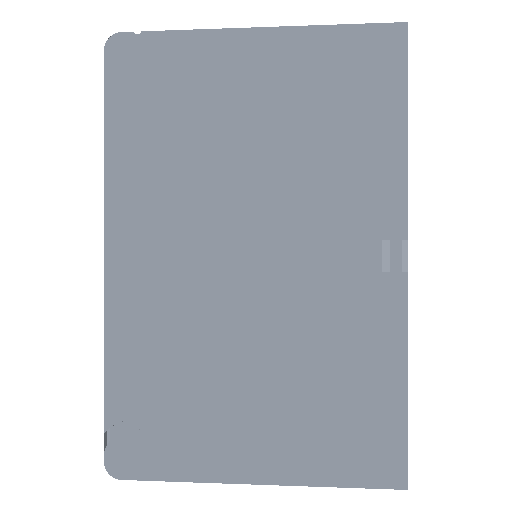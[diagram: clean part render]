
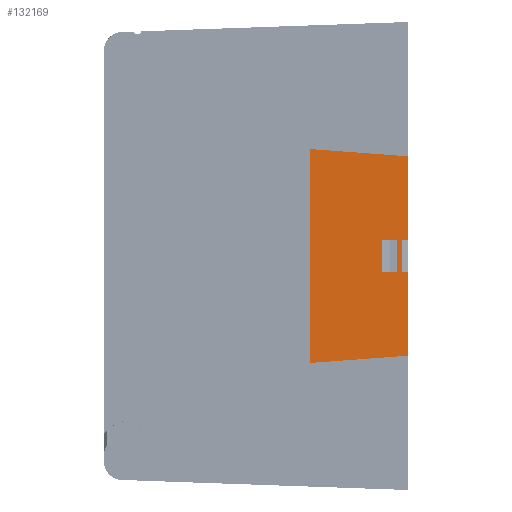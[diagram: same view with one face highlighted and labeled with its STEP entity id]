
A CAD part, left-side view. The second image highlights one B-rep face of the part: STEP entity #132169.
In plain terms, the highlighted planar face has unit normal (1, 0, 0).
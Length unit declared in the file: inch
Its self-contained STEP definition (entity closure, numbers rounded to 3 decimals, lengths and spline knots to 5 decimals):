
#4971 = VERTEX_POINT ( 'NONE', #40077 ) ;
#8536 = DIRECTION ( 'NONE',  ( 0., 0.997, 0.074 ) ) ;
#10063 = ORIENTED_EDGE ( 'NONE', *, *, #12886, .F. ) ;
#10464 = LINE ( 'NONE', #139004, #172390 ) ;
#10785 = FACE_OUTER_BOUND ( 'NONE', #56882, .T. ) ;
#10816 = EDGE_CURVE ( 'NONE', #99691, #4971, #151405, .T. ) ;
#12450 = ORIENTED_EDGE ( 'NONE', *, *, #97497, .F. ) ;
#12531 = DIRECTION ( 'NONE',  ( 0., -1., 0. ) ) ;
#12886 = EDGE_CURVE ( 'NONE', #152216, #99691, #45527, .T. ) ;
#15860 = ORIENTED_EDGE ( 'NONE', *, *, #129839, .F. ) ;
#17166 = EDGE_CURVE ( 'NONE', #35958, #46198, #66611, .T. ) ;
#19133 = DIRECTION ( 'NONE',  ( 0., 0., 1. ) ) ;
#22822 = VECTOR ( 'NONE', #12531, 39.37008 ) ;
#26778 = LINE ( 'NONE', #67021, #68647 ) ;
#31164 = VECTOR ( 'NONE', #194175, 39.37008 ) ;
#34548 = VERTEX_POINT ( 'NONE', #56764 ) ;
#35958 = VERTEX_POINT ( 'NONE', #135602 ) ;
#40077 = CARTESIAN_POINT ( 'NONE',  ( -4.3542, -1.605, -0.17 ) ) ;
#41593 = ORIENTED_EDGE ( 'NONE', *, *, #196956, .F. ) ;
#44979 = CARTESIAN_POINT ( 'NONE',  ( -4.3542, -0.625, 0.17 ) ) ;
#45527 = LINE ( 'NONE', #113253, #82181 ) ;
#45954 = VERTEX_POINT ( 'NONE', #199028 ) ;
#46198 = VERTEX_POINT ( 'NONE', #83160 ) ;
#48118 = LINE ( 'NONE', #203230, #131366 ) ;
#53094 = DIRECTION ( 'NONE',  ( -1., 0., 0. ) ) ;
#56764 = CARTESIAN_POINT ( 'NONE',  ( -4.3542, -1.3934, 0.17 ) ) ;
#56882 = EDGE_LOOP ( 'NONE', ( #140815, #10063, #151828, #95252, #15860, #86304, #143320, #137228 ) ) ;
#59600 = EDGE_CURVE ( 'NONE', #109116, #45954, #198319, .T. ) ;
#60625 = CARTESIAN_POINT ( 'NONE',  ( -4.3542, -1.605, -2.21333 ) ) ;
#64137 = CARTESIAN_POINT ( 'NONE',  ( -4.3542, -1.555, -0.17 ) ) ;
#66611 = LINE ( 'NONE', #187092, #186587 ) ;
#67021 = CARTESIAN_POINT ( 'NONE',  ( -4.3542, -1.3934, -2.21333 ) ) ;
#68647 = VECTOR ( 'NONE', #99163, 39.37008 ) ;
#74446 = ORIENTED_EDGE ( 'NONE', *, *, #171093, .F. ) ;
#75640 = VERTEX_POINT ( 'NONE', #64137 ) ;
#82181 = VECTOR ( 'NONE', #19133, 39.37008 ) ;
#83160 = CARTESIAN_POINT ( 'NONE',  ( -4.3542, -0.625, -1.14282 ) ) ;
#85541 = CARTESIAN_POINT ( 'NONE',  ( -4.3542, -0.625, -0.17 ) ) ;
#86304 = ORIENTED_EDGE ( 'NONE', *, *, #59600, .F. ) ;
#92080 = DIRECTION ( 'NONE',  ( 0., 0., 1. ) ) ;
#93315 = DIRECTION ( 'NONE',  ( 0., 0., -1. ) ) ;
#94394 = VERTEX_POINT ( 'NONE', #189336 ) ;
#95252 = ORIENTED_EDGE ( 'NONE', *, *, #17166, .F. ) ;
#97466 = CARTESIAN_POINT ( 'NONE',  ( -4.3542, -1.605, 0.17 ) ) ;
#97497 = EDGE_CURVE ( 'NONE', #34548, #94394, #184712, .T. ) ;
#99163 = DIRECTION ( 'NONE',  ( 0., 0., 1. ) ) ;
#99181 = VERTEX_POINT ( 'NONE', #97466 ) ;
#99660 = EDGE_CURVE ( 'NONE', #99181, #109116, #10464, .T. ) ;
#99691 = VERTEX_POINT ( 'NONE', #124631 ) ;
#101327 = CARTESIAN_POINT ( 'NONE',  ( -4.3542, -1.675, -1.065 ) ) ;
#109116 = VERTEX_POINT ( 'NONE', #110801 ) ;
#109492 = DIRECTION ( 'NONE',  ( 0., 0., -1. ) ) ;
#110801 = CARTESIAN_POINT ( 'NONE',  ( -4.3542, -1.675, 0.17 ) ) ;
#113253 = CARTESIAN_POINT ( 'NONE',  ( -4.3542, -1.675, -2.25 ) ) ;
#114869 = VECTOR ( 'NONE', #92080, 39.37008 ) ;
#118112 = LINE ( 'NONE', #118390, #159651 ) ;
#118390 = CARTESIAN_POINT ( 'NONE',  ( -4.3542, -1.675, 1.065 ) ) ;
#120363 = CARTESIAN_POINT ( 'NONE',  ( -4.3542, -0.625, -1.14282 ) ) ;
#124631 = CARTESIAN_POINT ( 'NONE',  ( -4.3542, -1.675, -0.17 ) ) ;
#125724 = EDGE_CURVE ( 'NONE', #94394, #75640, #48118, .T. ) ;
#128706 = AXIS2_PLACEMENT_3D ( 'NONE', #146772, #53094, #162457 ) ;
#129839 = EDGE_CURVE ( 'NONE', #45954, #35958, #118112, .T. ) ;
#131366 = VECTOR ( 'NONE', #109492, 39.37008 ) ;
#132169 = ADVANCED_FACE ( 'NONE', ( #135999, #10785 ), #177638, .F. ) ;
#135602 = CARTESIAN_POINT ( 'NONE',  ( -4.3542, -0.625, 1.14282 ) ) ;
#135999 = FACE_BOUND ( 'NONE', #136564, .T. ) ;
#136564 = EDGE_LOOP ( 'NONE', ( #41593, #184144, #12450, #74446 ) ) ;
#137228 = ORIENTED_EDGE ( 'NONE', *, *, #154543, .F. ) ;
#139004 = CARTESIAN_POINT ( 'NONE',  ( -4.3542, -0.625, 0.17 ) ) ;
#140815 = ORIENTED_EDGE ( 'NONE', *, *, #10816, .F. ) ;
#142323 = CARTESIAN_POINT ( 'NONE',  ( -4.3542, -1.3934, -0.17 ) ) ;
#143320 = ORIENTED_EDGE ( 'NONE', *, *, #99660, .F. ) ;
#146772 = CARTESIAN_POINT ( 'NONE',  ( -4.3542, -0.625, -2.21333 ) ) ;
#147788 = LINE ( 'NONE', #120363, #189400 ) ;
#151405 = LINE ( 'NONE', #179129, #31164 ) ;
#151828 = ORIENTED_EDGE ( 'NONE', *, *, #197152, .F. ) ;
#152216 = VERTEX_POINT ( 'NONE', #101327 ) ;
#153292 = CARTESIAN_POINT ( 'NONE',  ( -4.3542, -1.675, -2.25 ) ) ;
#154543 = EDGE_CURVE ( 'NONE', #4971, #99181, #156411, .T. ) ;
#155449 = DIRECTION ( 'NONE',  ( 0., -1., 0. ) ) ;
#156411 = LINE ( 'NONE', #60625, #114869 ) ;
#156748 = VERTEX_POINT ( 'NONE', #142323 ) ;
#159651 = VECTOR ( 'NONE', #8536, 39.37008 ) ;
#162457 = DIRECTION ( 'NONE',  ( 0., 0., 1. ) ) ;
#169974 = VECTOR ( 'NONE', #179352, 39.37008 ) ;
#171093 = EDGE_CURVE ( 'NONE', #156748, #34548, #26778, .T. ) ;
#172390 = VECTOR ( 'NONE', #155449, 39.37008 ) ;
#174888 = LINE ( 'NONE', #85541, #169974 ) ;
#177638 = PLANE ( 'NONE',  #128706 ) ;
#179129 = CARTESIAN_POINT ( 'NONE',  ( -4.3542, -0.625, -0.17 ) ) ;
#179352 = DIRECTION ( 'NONE',  ( 0., 1., 0. ) ) ;
#184144 = ORIENTED_EDGE ( 'NONE', *, *, #125724, .F. ) ;
#184712 = LINE ( 'NONE', #44979, #22822 ) ;
#186587 = VECTOR ( 'NONE', #93315, 39.37008 ) ;
#187092 = CARTESIAN_POINT ( 'NONE',  ( -4.3542, -0.625, -4.87979 ) ) ;
#189336 = CARTESIAN_POINT ( 'NONE',  ( -4.3542, -1.555, 0.17 ) ) ;
#189400 = VECTOR ( 'NONE', #199080, 39.37008 ) ;
#194175 = DIRECTION ( 'NONE',  ( 0., 1., 0. ) ) ;
#196956 = EDGE_CURVE ( 'NONE', #75640, #156748, #174888, .T. ) ;
#197152 = EDGE_CURVE ( 'NONE', #46198, #152216, #147788, .T. ) ;
#198319 = LINE ( 'NONE', #153292, #203174 ) ;
#199028 = CARTESIAN_POINT ( 'NONE',  ( -4.3542, -1.675, 1.065 ) ) ;
#199080 = DIRECTION ( 'NONE',  ( 0., -0.997, 0.074 ) ) ;
#200534 = DIRECTION ( 'NONE',  ( 0., 0., 1. ) ) ;
#203174 = VECTOR ( 'NONE', #200534, 39.37008 ) ;
#203230 = CARTESIAN_POINT ( 'NONE',  ( -4.3542, -1.555, -2.21333 ) ) ;
